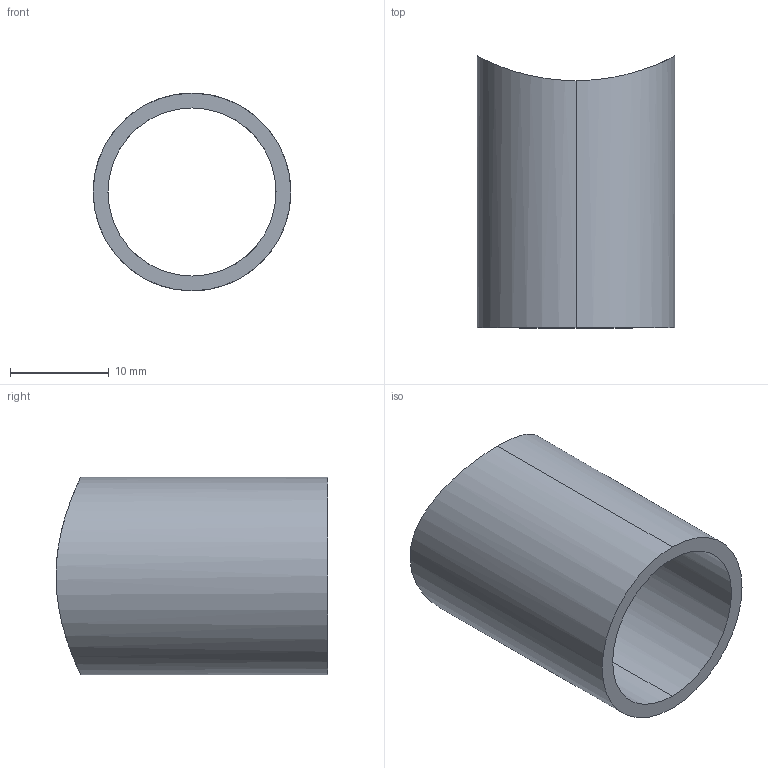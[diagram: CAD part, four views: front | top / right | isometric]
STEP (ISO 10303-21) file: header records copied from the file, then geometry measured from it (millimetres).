
FILE_DESCRIPTION (( 'STEP AP203' ), '1' );
FILE_NAME ('A_012-25.STEP', '2022-05-23T08:57:58', ( '' ), ( '' ), 'SwSTEP 2.0', 'SolidWorks 2019', '' );
FILE_SCHEMA (( 'CONFIG_CONTROL_DESIGN' ));
Length unit declared in the file: millimetre
Products named in the file (1): A_012-25
Bounding box: 20 x 27.5 x 20 mm (x, y, z)
Volume: 2271.5 mm3; surface area: 3209.5 mm2
Topology: 1 solids, 1 shells, 6 faces, 12 edges, 8 vertices
Faces by surface type: cylinder 5, plane 1
Entity records: 426 total; most frequent: CARTESIAN_POINT 220, DIRECTION 26, ORIENTED_EDGE 24, EDGE_CURVE 12, AXIS2_PLACEMENT_3D 11, EDGE_LOOP 8, PERSON_AND_ORGANIZATION 8, VERTEX_POINT 8
